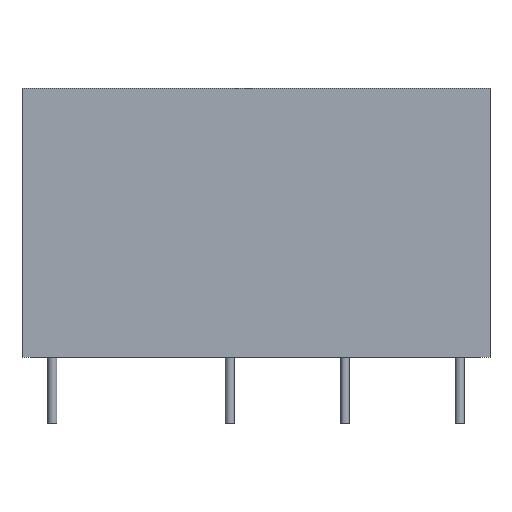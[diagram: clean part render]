
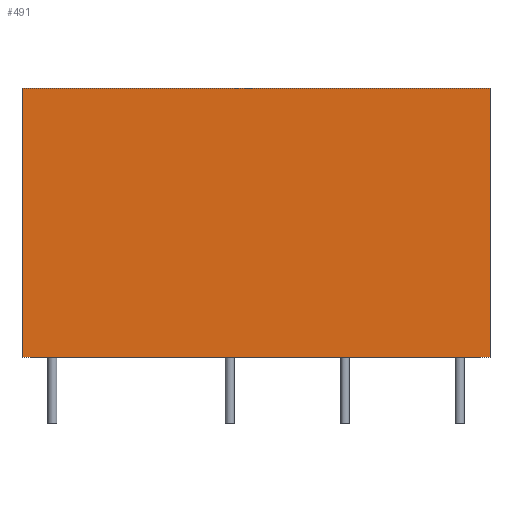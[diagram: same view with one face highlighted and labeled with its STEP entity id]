
A CAD part, left-side view. The second image highlights one B-rep face of the part: STEP entity #491.
In plain terms, the highlighted planar face has unit normal (-1, 0, 0).
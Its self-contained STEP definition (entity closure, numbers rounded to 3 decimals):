
#73=FACE_OUTER_BOUND('',#112,.T.);
#112=EDGE_LOOP('',(#398,#399,#400,#401));
#130=LINE('',#725,#174);
#154=LINE('',#814,#198);
#155=LINE('',#816,#199);
#156=LINE('',#817,#200);
#174=VECTOR('',#581,10.);
#198=VECTOR('',#681,10.);
#199=VECTOR('',#682,10.);
#200=VECTOR('',#683,10.);
#214=VERTEX_POINT('',#722);
#215=VERTEX_POINT('',#724);
#242=VERTEX_POINT('',#813);
#243=VERTEX_POINT('',#815);
#258=EDGE_CURVE('',#215,#214,#130,.T.);
#298=EDGE_CURVE('',#215,#242,#154,.T.);
#299=EDGE_CURVE('',#243,#214,#155,.T.);
#300=EDGE_CURVE('',#242,#243,#156,.T.);
#398=ORIENTED_EDGE('',*,*,#298,.F.);
#399=ORIENTED_EDGE('',*,*,#258,.T.);
#400=ORIENTED_EDGE('',*,*,#299,.F.);
#401=ORIENTED_EDGE('',*,*,#300,.F.);
#444=PLANE('',#552);
#491=ADVANCED_FACE('',(#73),#444,.T.);
#552=AXIS2_PLACEMENT_3D('',#812,#679,#680);
#581=DIRECTION('',(0.,1.,0.));
#679=DIRECTION('center_axis',(-1.,0.,0.));
#680=DIRECTION('ref_axis',(0.,0.,1.));
#681=DIRECTION('',(0.,0.,-1.));
#682=DIRECTION('',(0.,0.,1.));
#683=DIRECTION('',(0.,1.,0.));
#722=CARTESIAN_POINT('',(0.,20.2,11.62));
#724=CARTESIAN_POINT('',(0.,0.,11.62));
#725=CARTESIAN_POINT('',(0.,0.,11.62));
#812=CARTESIAN_POINT('Origin',(0.,0.,0.));
#813=CARTESIAN_POINT('',(0.,0.,0.));
#814=CARTESIAN_POINT('',(0.,0.,11.62));
#815=CARTESIAN_POINT('',(0.,20.2,0.));
#816=CARTESIAN_POINT('',(0.,20.2,11.62));
#817=CARTESIAN_POINT('',(0.,0.,0.));
